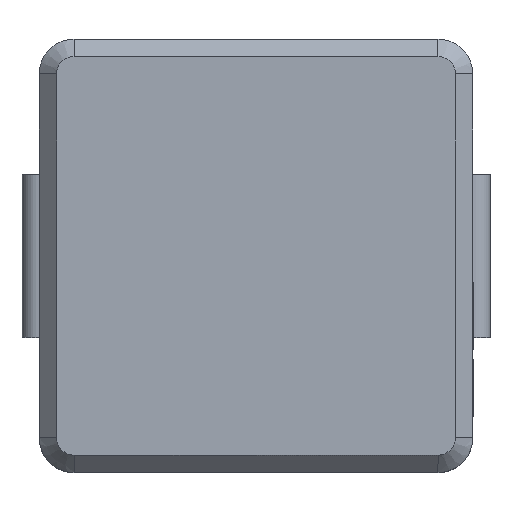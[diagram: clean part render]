
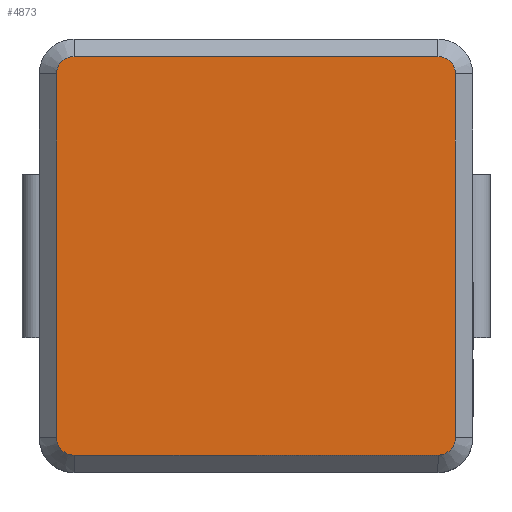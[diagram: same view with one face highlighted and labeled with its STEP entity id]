
A CAD part, top view. The second image highlights one B-rep face of the part: STEP entity #4873.
In plain terms, the highlighted planar face has unit normal (0, 0, 1).
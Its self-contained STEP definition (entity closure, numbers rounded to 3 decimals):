
#72 = CARTESIAN_POINT ( 'NONE',  ( -5.75, -5.25, 5.6 ) ) ;
#248 = DIRECTION ( 'NONE',  ( -1., 0., 0. ) ) ;
#394 = VECTOR ( 'NONE', #10672, 1000. ) ;
#585 = CARTESIAN_POINT ( 'NONE',  ( 5.75, 5.25, 5.6 ) ) ;
#1144 = VERTEX_POINT ( 'NONE', #2588 ) ;
#1202 = AXIS2_PLACEMENT_3D ( 'NONE', #3646, #4883, #7001 ) ;
#1385 = EDGE_CURVE ( 'NONE', #1144, #12070, #1441, .T. ) ;
#1441 = LINE ( 'NONE', #1526, #11759 ) ;
#1526 = CARTESIAN_POINT ( 'NONE',  ( 0., -5.75, 5.6 ) ) ;
#1537 = CARTESIAN_POINT ( 'NONE',  ( -5.75, 5.25, 5.6 ) ) ;
#1577 = EDGE_LOOP ( 'NONE', ( #13552, #3513, #5984, #2438, #9425, #8102, #1908, #9027 ) ) ;
#1588 = CARTESIAN_POINT ( 'NONE',  ( 5.75, 0., 5.6 ) ) ;
#1643 = LINE ( 'NONE', #6235, #14965 ) ;
#1908 = ORIENTED_EDGE ( 'NONE', *, *, #1385, .T. ) ;
#2193 = LINE ( 'NONE', #15042, #394 ) ;
#2438 = ORIENTED_EDGE ( 'NONE', *, *, #7828, .T. ) ;
#2588 = CARTESIAN_POINT ( 'NONE',  ( -5.25, -5.75, 5.6 ) ) ;
#2935 = CARTESIAN_POINT ( 'NONE',  ( 5.75, -5.25, 5.6 ) ) ;
#3513 = ORIENTED_EDGE ( 'NONE', *, *, #10320, .T. ) ;
#3646 = CARTESIAN_POINT ( 'NONE',  ( 5.25, -5.25, 5.6 ) ) ;
#4873 = ADVANCED_FACE ( 'NONE', ( #6493 ), #8820, .F. ) ;
#4883 = DIRECTION ( 'NONE',  ( 0., 0., 1. ) ) ;
#5197 = VECTOR ( 'NONE', #14760, 1000. ) ;
#5378 = VERTEX_POINT ( 'NONE', #7529 ) ;
#5906 = EDGE_CURVE ( 'NONE', #12277, #14224, #11023, .T. ) ;
#5984 = ORIENTED_EDGE ( 'NONE', *, *, #12215, .T. ) ;
#6119 = CARTESIAN_POINT ( 'NONE',  ( -5.25, 5.25, 5.6 ) ) ;
#6235 = CARTESIAN_POINT ( 'NONE',  ( -5.75, 0., 5.6 ) ) ;
#6493 = FACE_OUTER_BOUND ( 'NONE', #1577, .T. ) ;
#7001 = DIRECTION ( 'NONE',  ( -1., 0., 0. ) ) ;
#7529 = CARTESIAN_POINT ( 'NONE',  ( 5.25, 5.75, 5.6 ) ) ;
#7670 = DIRECTION ( 'NONE',  ( 1., 0., 0. ) ) ;
#7828 = EDGE_CURVE ( 'NONE', #10637, #9663, #12413, .T. ) ;
#8102 = ORIENTED_EDGE ( 'NONE', *, *, #10267, .T. ) ;
#8299 = EDGE_CURVE ( 'NONE', #12070, #12277, #14573, .T. ) ;
#8782 = CARTESIAN_POINT ( 'NONE',  ( 5.25, 5.25, 5.6 ) ) ;
#8820 = PLANE ( 'NONE',  #13787 ) ;
#9027 = ORIENTED_EDGE ( 'NONE', *, *, #8299, .T. ) ;
#9425 = ORIENTED_EDGE ( 'NONE', *, *, #13399, .T. ) ;
#9663 = VERTEX_POINT ( 'NONE', #1537 ) ;
#9827 = VERTEX_POINT ( 'NONE', #72 ) ;
#9833 = CARTESIAN_POINT ( 'NONE',  ( -5.25, -5.25, 5.6 ) ) ;
#10267 = EDGE_CURVE ( 'NONE', #9827, #1144, #12362, .T. ) ;
#10320 = EDGE_CURVE ( 'NONE', #14224, #5378, #13582, .T. ) ;
#10383 = AXIS2_PLACEMENT_3D ( 'NONE', #8782, #10890, #248 ) ;
#10573 = CARTESIAN_POINT ( 'NONE',  ( -5.25, 5.75, 5.6 ) ) ;
#10637 = VERTEX_POINT ( 'NONE', #10573 ) ;
#10672 = DIRECTION ( 'NONE',  ( -1., 0., 0. ) ) ;
#10890 = DIRECTION ( 'NONE',  ( 0., 0., 1. ) ) ;
#10919 = DIRECTION ( 'NONE',  ( 0., 0., 1. ) ) ;
#11019 = DIRECTION ( 'NONE',  ( -1., 0., 0. ) ) ;
#11023 = LINE ( 'NONE', #1588, #5197 ) ;
#11759 = VECTOR ( 'NONE', #7670, 1000. ) ;
#12011 = DIRECTION ( 'NONE',  ( -1., 0., 0. ) ) ;
#12070 = VERTEX_POINT ( 'NONE', #13070 ) ;
#12178 = DIRECTION ( 'NONE',  ( 0., 0., -1. ) ) ;
#12215 = EDGE_CURVE ( 'NONE', #5378, #10637, #2193, .T. ) ;
#12253 = CARTESIAN_POINT ( 'NONE',  ( 0., 0., 5.6 ) ) ;
#12277 = VERTEX_POINT ( 'NONE', #2935 ) ;
#12362 = CIRCLE ( 'NONE', #14548, 0.5 ) ;
#12413 = CIRCLE ( 'NONE', #13381, 0.5 ) ;
#13070 = CARTESIAN_POINT ( 'NONE',  ( 5.25, -5.75, 5.6 ) ) ;
#13381 = AXIS2_PLACEMENT_3D ( 'NONE', #6119, #14396, #13474 ) ;
#13399 = EDGE_CURVE ( 'NONE', #9663, #9827, #1643, .T. ) ;
#13474 = DIRECTION ( 'NONE',  ( -1., 0., 0. ) ) ;
#13552 = ORIENTED_EDGE ( 'NONE', *, *, #5906, .T. ) ;
#13582 = CIRCLE ( 'NONE', #10383, 0.5 ) ;
#13787 = AXIS2_PLACEMENT_3D ( 'NONE', #12253, #12178, #11019 ) ;
#14224 = VERTEX_POINT ( 'NONE', #585 ) ;
#14396 = DIRECTION ( 'NONE',  ( 0., 0., 1. ) ) ;
#14548 = AXIS2_PLACEMENT_3D ( 'NONE', #9833, #10919, #12011 ) ;
#14573 = CIRCLE ( 'NONE', #1202, 0.5 ) ;
#14658 = DIRECTION ( 'NONE',  ( 0., -1., 0. ) ) ;
#14760 = DIRECTION ( 'NONE',  ( 0., 1., 0. ) ) ;
#14965 = VECTOR ( 'NONE', #14658, 1000. ) ;
#15042 = CARTESIAN_POINT ( 'NONE',  ( 0., 5.75, 5.6 ) ) ;
